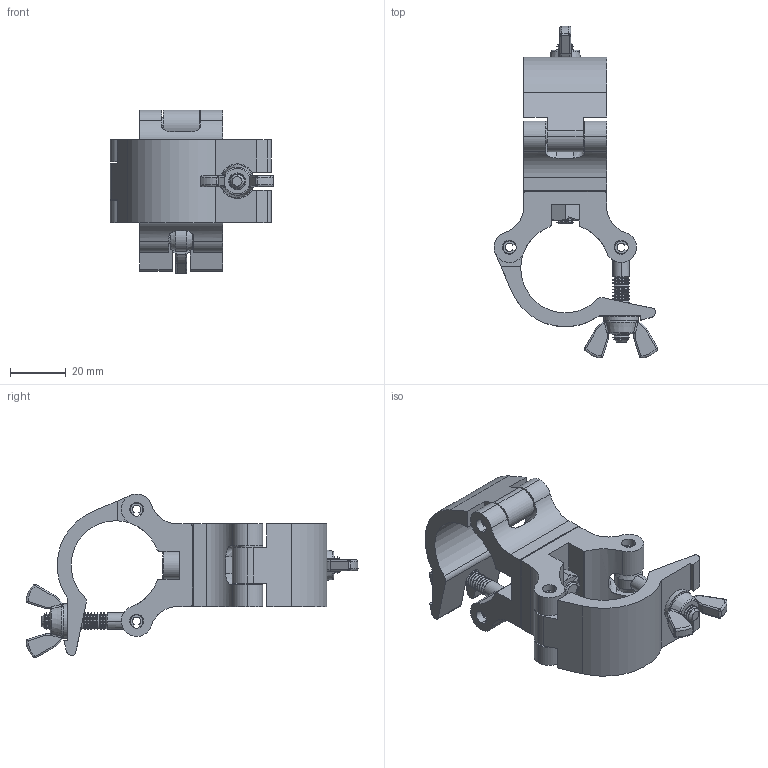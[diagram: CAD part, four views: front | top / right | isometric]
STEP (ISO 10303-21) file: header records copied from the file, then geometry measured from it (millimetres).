
FILE_DESCRIPTION (( 'STEP AP203' ), '1' );
FILE_NAME ('T58810 & T5881001.STEP', '2018-08-13T10:11:10', ( '' ), ( '' ), 'SwSTEP 2.0', 'SolidWorks 2016', '' );
FILE_SCHEMA (( 'CONFIG_CONTROL_DESIGN' ));
Length unit declared in the file: millimetre
Products named in the file (12): F880_F880 M6 Wing Nut; TH1821; TH2012; T78010_Spaced for T58800; T58810 & T5881001; TH321_TH321; TH320_TH320; TH2011_30MM WIDE; Binx Nut_M6YELL; Socket Head Cap Screw_Doughty Fastners_ISO 4762 M6 x 16 --- 16S; F771; A Washer_Bright washer BS 4320 - M6 (Form A)
Assembly tree (17 placements, depth 3):
  T58810 & T5881001
    TH320_TH320  x2
      TH2012
    TH321_TH321  x2
      TH2011_30MM WIDE
    T78010_Spaced for T58800  x2
      TH1821
      F880_F880 M6 Wing Nut
      A Washer_Bright washer BS 4320 - M6 (Form A)
    F771  x4
    Socket Head Cap Screw_Doughty Fastners_ISO 4762 M6 x 16 --- 16S
    Binx Nut_M6YELL
Bounding box: 58.97 x 119.42 x 58.97 mm (x, y, z)
Volume: 55185.1 mm3; surface area: 31933.8 mm2
Topology: 16 solids, 16 shells, 1198 faces, 2712 edges, 1567 vertices
Faces by surface type: cone 376, torus 351, cylinder 219, plane 180, bspline 72
Entity records: 20728 total; most frequent: CARTESIAN_POINT 4373, DIRECTION 3485, ORIENTED_EDGE 2972, AXIS2_PLACEMENT_3D 1499, EDGE_CURVE 1486, VERTEX_POINT 871, CIRCLE 861, EDGE_LOOP 691
